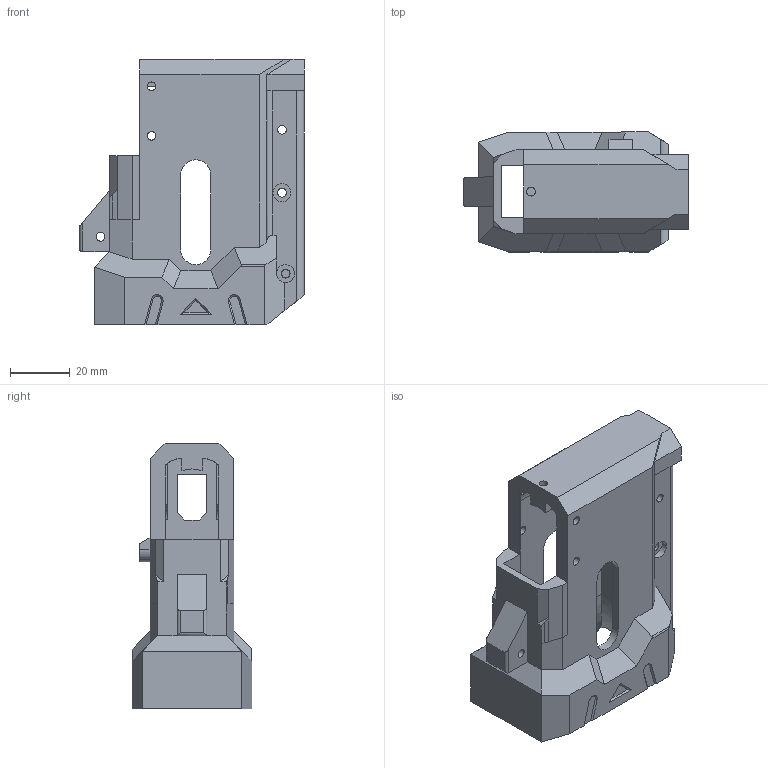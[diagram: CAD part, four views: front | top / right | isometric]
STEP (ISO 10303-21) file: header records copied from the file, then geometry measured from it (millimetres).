
FILE_DESCRIPTION(/* description */ (''),/* implementation_level */ '2;1');
FILE_NAME(/* name */ 'shirdalmagwellsep v14.step',/* time_stamp */ '2022-11-20T15:00:29-05:00',/* author */ (''),/* organization */ (''),/* preprocessor_version */ 'ST-DEVELOPER v19.2',/* originating_system */ 'Autodesk Translation Framework v11.17.0.187',/* authorisation */ '');
FILE_SCHEMA (('AUTOMOTIVE_DESIGN { 1 0 10303 214 3 1 1 }'));
Length unit declared in the file: millimetre
Products named in the file (3): shirdalmagwellsep; shirdalfwconly v5; shirdalmagwellonly v8
Assembly tree (2 placements, depth 2):
  shirdalmagwellsep
    shirdalfwconly v5
    shirdalmagwellonly v8
Bounding box: 75 x 40 x 88.5 mm (x, y, z)
Volume: 64656.6 mm3; surface area: 30838.7 mm2
Topology: 1 solids, 1 shells, 196 faces, 558 edges, 363 vertices
Faces by surface type: plane 143, cylinder 47, cone 4, torus 2
Full cylindrical faces by diameter (mm): 2.8 x1, 2.9 x12, 6 x3
Entity records: 6828 total; most frequent: CARTESIAN_POINT 1322, ORIENTED_EDGE 1116, DIRECTION 1053, EDGE_CURVE 558, LINE 445, VECTOR 445, VERTEX_POINT 363, AXIS2_PLACEMENT_3D 304
